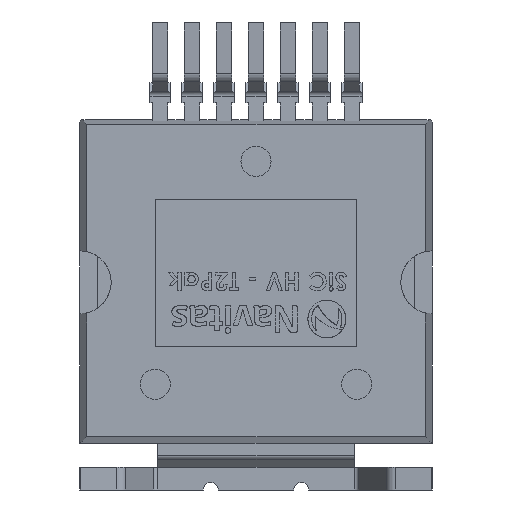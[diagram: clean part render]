
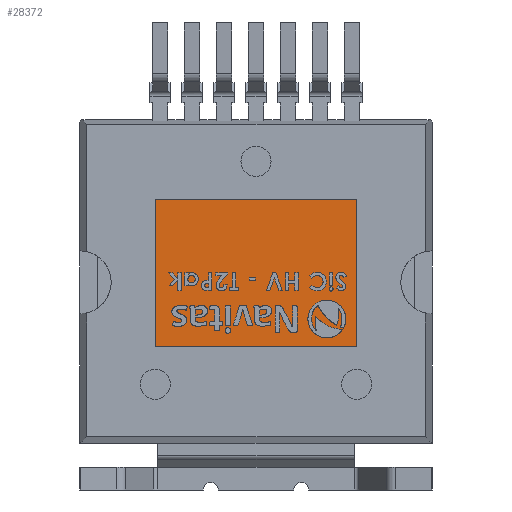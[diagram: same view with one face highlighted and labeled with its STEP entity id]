
A CAD part, front view. The second image highlights one B-rep face of the part: STEP entity #28372.
In plain terms, the highlighted planar face has unit normal (0, -1, 0).
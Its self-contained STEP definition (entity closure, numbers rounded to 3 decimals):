
#1256 = VECTOR ( 'NONE', #16905, 1000. ) ;
#8141 = EDGE_CURVE ( 'NONE', #16596, #58670, #43900, .T. ) ;
#8765 = VECTOR ( 'NONE', #66172, 1000. ) ;
#8836 = CARTESIAN_POINT ( 'NONE',  ( -7., -1.45, 0. ) ) ;
#9467 = CARTESIAN_POINT ( 'NONE',  ( 4., -1.45, -4.45 ) ) ;
#11155 = VERTEX_POINT ( 'NONE', #9467 ) ;
#11700 = EDGE_CURVE ( 'NONE', #58670, #11155, #52609, .T. ) ;
#13911 = ORIENTED_EDGE ( 'NONE', *, *, #11700, .T. ) ;
#14436 = DIRECTION ( 'NONE',  ( 0., -1., 0. ) ) ;
#16343 = CARTESIAN_POINT ( 'NONE',  ( -4., -1.45, 1.4 ) ) ;
#16596 = VERTEX_POINT ( 'NONE', #16343 ) ;
#16905 = DIRECTION ( 'NONE',  ( -1., 0., 0. ) ) ;
#22194 = LINE ( 'NONE', #64796, #1256 ) ;
#23316 = VECTOR ( 'NONE', #52559, 1000. ) ;
#28372 = ADVANCED_FACE ( 'NONE', ( #44641 ), #55066, .T. ) ;
#30956 = DIRECTION ( 'NONE',  ( 1., 0., 0. ) ) ;
#31547 = VERTEX_POINT ( 'NONE', #33858 ) ;
#31630 = VECTOR ( 'NONE', #30956, 1000. ) ;
#33858 = CARTESIAN_POINT ( 'NONE',  ( 4., -1.45, 1.4 ) ) ;
#43194 = CARTESIAN_POINT ( 'NONE',  ( -4., -1.45, -4.45 ) ) ;
#43667 = ORIENTED_EDGE ( 'NONE', *, *, #50547, .T. ) ;
#43900 = LINE ( 'NONE', #65141, #8765 ) ;
#44641 = FACE_OUTER_BOUND ( 'NONE', #45113, .T. ) ;
#45113 = EDGE_LOOP ( 'NONE', ( #13911, #43667, #61059, #49149 ) ) ;
#49149 = ORIENTED_EDGE ( 'NONE', *, *, #8141, .T. ) ;
#50547 = EDGE_CURVE ( 'NONE', #11155, #31547, #68896, .T. ) ;
#51914 = DIRECTION ( 'NONE',  ( 0., 0., -1. ) ) ;
#52559 = DIRECTION ( 'NONE',  ( 0., 0., 1. ) ) ;
#52609 = LINE ( 'NONE', #43194, #31630 ) ;
#53260 = CARTESIAN_POINT ( 'NONE',  ( 4., -1.45, -4.45 ) ) ;
#55066 = PLANE ( 'NONE',  #66465 ) ;
#55324 = CARTESIAN_POINT ( 'NONE',  ( -4., -1.45, -4.45 ) ) ;
#58670 = VERTEX_POINT ( 'NONE', #55324 ) ;
#61059 = ORIENTED_EDGE ( 'NONE', *, *, #64043, .T. ) ;
#64043 = EDGE_CURVE ( 'NONE', #31547, #16596, #22194, .T. ) ;
#64796 = CARTESIAN_POINT ( 'NONE',  ( 4., -1.45, 1.4 ) ) ;
#65141 = CARTESIAN_POINT ( 'NONE',  ( -4., -1.45, 1.4 ) ) ;
#66172 = DIRECTION ( 'NONE',  ( 0., 0., -1. ) ) ;
#66465 = AXIS2_PLACEMENT_3D ( 'NONE', #8836, #14436, #51914 ) ;
#68896 = LINE ( 'NONE', #53260, #23316 ) ;
